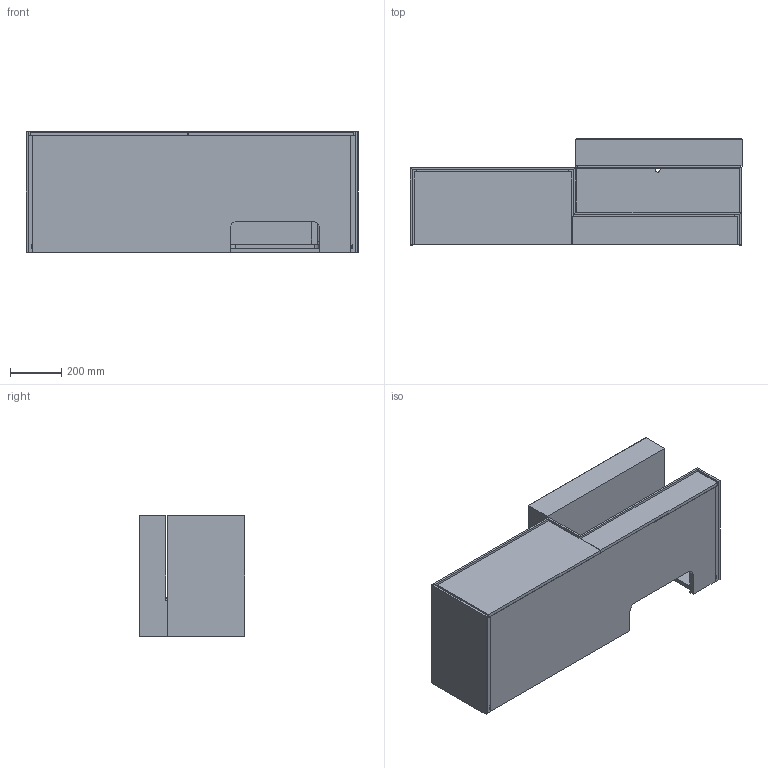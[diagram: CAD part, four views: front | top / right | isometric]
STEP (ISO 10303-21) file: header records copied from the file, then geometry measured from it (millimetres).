
FILE_DESCRIPTION (( 'STEP AP214' ), '1' );
FILE_NAME ('SCA2-1300R.STEP', '2020-06-26T07:19:41', ( 'User' ), ( '' ), 'SwSTEP 2.0', 'SolidWorks 2019', '' );
FILE_SCHEMA (( 'AUTOMOTIVE_DESIGN' ));
Length unit declared in the file: millimetre
Products named in the file (2): SCA2-1300R
Bounding box: 1298 x 414 x 470 mm (x, y, z)
Volume: 58454213.4 mm3; surface area: 8515640.6 mm2
Topology: 29 solids, 29 shells, 451 faces, 1097 edges, 705 vertices
Faces by surface type: plane 313, cylinder 72, bspline 48, torus 16, cone 2
Entity records: 18901 total; most frequent: CARTESIAN_POINT 8532, ORIENTED_EDGE 2186, DIRECTION 1830, EDGE_CURVE 1093, VECTOR 760, LINE 760, VERTEX_POINT 705, AXIS2_PLACEMENT_3D 535
